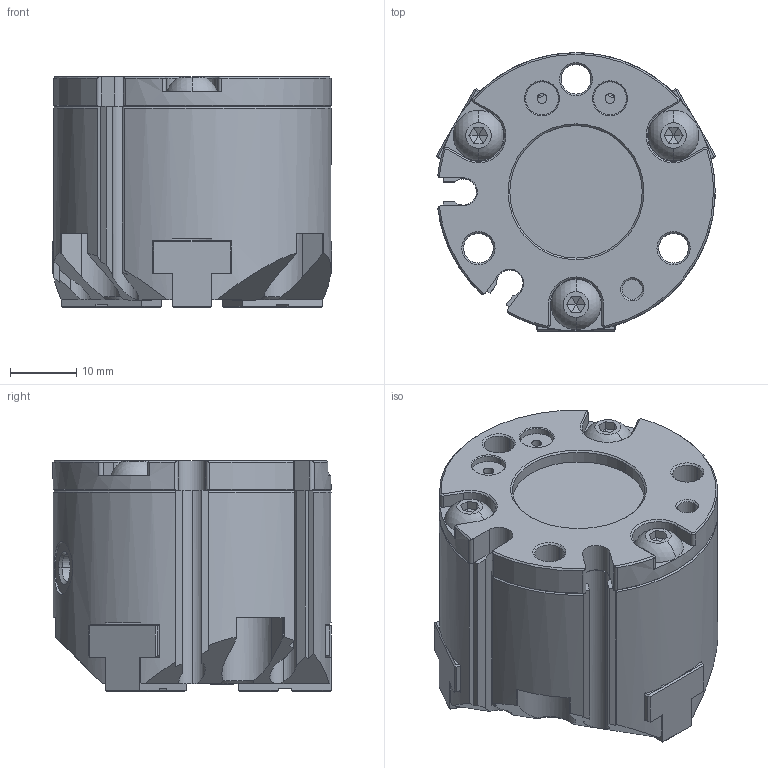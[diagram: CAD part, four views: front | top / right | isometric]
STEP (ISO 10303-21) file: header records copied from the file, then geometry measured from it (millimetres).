
FILE_DESCRIPTION (( 'STEP AP203' ), '1' );
FILE_NAME ('FY46(SN)-SMC-D25三爪总成.STEP', '2020-03-17T10:07:08', ( 'User' ), ( 'Microsoft' ), 'SwSTEP 2.0', 'SolidWorks 2015', '' );
FILE_SCHEMA (( 'CONFIG_CONTROL_DESIGN' ));
Length unit declared in the file: millimetre
Products named in the file (9): FY46(SN)-SC-D25賑輸; 棠沺; FY46(SN)-SMC-D25前盖; cross recessed countersunk head screws gb1_GB_CROSS_SCREWS_TYPE4 M2X5-3.8  H type-N; FY46(SN)-SMC-D25綴裔; hexagon socket button head screws gb_GB_SOCKET_TYPE7 M4X8-N; 1.5875; FY46(SN)-SMC-D25三爪总成; FY46(SN)-SMC-D25褲极
Assembly tree (15 placements, depth 2):
  FY46(SN)-SMC-D25三爪总成
    FY46(SN)-SMC-D25褲极
    FY46(SN)-SC-D25賑輸  x3
    棠沺  x2
    FY46(SN)-SMC-D25前盖
    cross recessed countersunk head screws gb1_GB_CROSS_SCREWS_TYPE4 M2X5-3.8  H type-N  x3
    FY46(SN)-SMC-D25綴裔
    hexagon socket button head screws gb_GB_SOCKET_TYPE7 M4X8-N  x3
    1.5875
Bounding box: 42.12 x 42 x 34.85 mm (x, y, z)
Volume: 38936.6 mm3; surface area: 19834.2 mm2
Topology: 15 solids, 15 shells, 815 faces, 2068 edges, 1297 vertices
Faces by surface type: plane 448, cylinder 204, cone 133, bspline 22, sphere 8
Entity records: 20766 total; most frequent: CARTESIAN_POINT 5308, ORIENTED_EDGE 2988, DIRECTION 2983, EDGE_CURVE 1494, AXIS2_PLACEMENT_3D 1033, VERTEX_POINT 954, LINE 917, VECTOR 917
